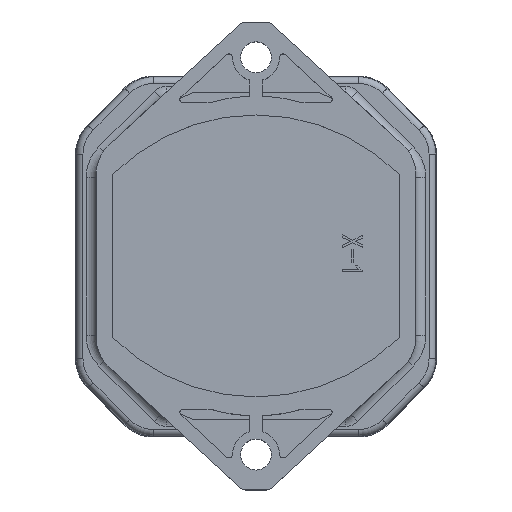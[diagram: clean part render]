
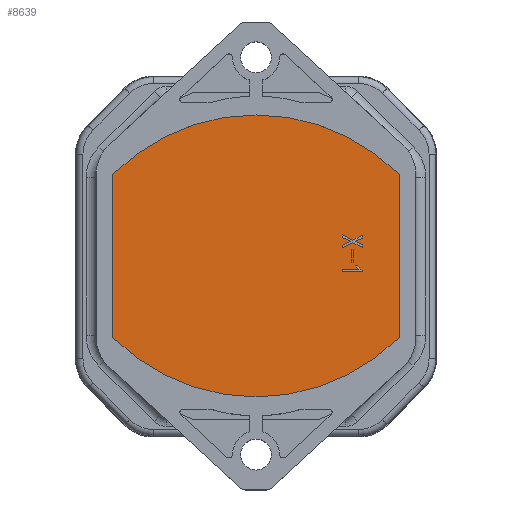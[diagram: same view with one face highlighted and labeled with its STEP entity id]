
A CAD part, top view. The second image highlights one B-rep face of the part: STEP entity #8639.
In plain terms, the highlighted planar face has unit normal (0, 0, 1).
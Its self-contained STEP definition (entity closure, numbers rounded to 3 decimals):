
#5571=DIRECTION('',(0.,-1.,0.));
#5572=VECTOR('',#5571,24.232);
#5573=CARTESIAN_POINT('',(-87.718,18.691,22.275));
#5574=LINE('',#5573,#5572);
#5575=CARTESIAN_POINT('',(-66.468,-2.485,22.275));
#5576=DIRECTION('',(0.,0.,1.));
#5577=DIRECTION('',(0.,1.,0.));
#5578=AXIS2_PLACEMENT_3D('',#5575,#5576,#5577);
#5580=CARTESIAN_POINT('',(-66.468,-2.485,22.275));
#5581=DIRECTION('',(0.,0.,1.));
#5582=DIRECTION('',(0.708,0.706,0.));
#5583=AXIS2_PLACEMENT_3D('',#5580,#5581,#5582);
#5585=DIRECTION('',(0.,1.,0.));
#5586=VECTOR('',#5585,24.232);
#5587=CARTESIAN_POINT('',(-45.218,-5.541,22.275));
#5588=LINE('',#5587,#5586);
#5589=CARTESIAN_POINT('',(-66.468,15.635,22.275));
#5590=DIRECTION('',(0.,0.,1.));
#5591=DIRECTION('',(0.,-1.,0.));
#5592=AXIS2_PLACEMENT_3D('',#5589,#5590,#5591);
#5594=CARTESIAN_POINT('',(-66.468,15.635,22.275));
#5595=DIRECTION('',(0.,0.,1.));
#5596=DIRECTION('',(-0.708,-0.706,0.));
#5597=AXIS2_PLACEMENT_3D('',#5594,#5595,#5596);
#7109=CARTESIAN_POINT('',(-87.718,18.691,22.275));
#7110=CARTESIAN_POINT('',(-87.718,-5.541,22.275));
#7111=VERTEX_POINT('',#7109);
#7112=VERTEX_POINT('',#7110);
#7170=CARTESIAN_POINT('',(-66.468,-14.365,22.275));
#7172=VERTEX_POINT('',#7170);
#7278=CARTESIAN_POINT('',(-45.218,-5.541,22.275));
#7280=VERTEX_POINT('',#7278);
#7305=CARTESIAN_POINT('',(-45.218,18.691,22.275));
#7306=CARTESIAN_POINT('',(-66.468,27.515,22.275));
#7307=VERTEX_POINT('',#7305);
#7308=VERTEX_POINT('',#7306);
#8621=CARTESIAN_POINT('',(-66.468,15.635,22.275));
#8622=DIRECTION('',(0.,0.,-1.));
#8623=DIRECTION('',(0.,1.,0.));
#8624=AXIS2_PLACEMENT_3D('',#8621,#8622,#8623);
#8625=PLANE('',#8624);
#8627=ORIENTED_EDGE('',*,*,#8626,.F.);
#8629=ORIENTED_EDGE('',*,*,#8628,.F.);
#8631=ORIENTED_EDGE('',*,*,#8630,.F.);
#8632=ORIENTED_EDGE('',*,*,#8611,.F.);
#8634=ORIENTED_EDGE('',*,*,#8633,.F.);
#8636=ORIENTED_EDGE('',*,*,#8635,.F.);
#8637=EDGE_LOOP('',(#8627,#8629,#8631,#8632,#8634,#8636));
#8638=FACE_OUTER_BOUND('',#8637,.F.);
#8639=ADVANCED_FACE('',(#8638),#8625,.F.);
#5579=CIRCLE('',#5578,30.);
#5584=CIRCLE('',#5583,30.);
#5593=CIRCLE('',#5592,30.);
#5598=CIRCLE('',#5597,30.);
#8611=EDGE_CURVE('',#7280,#7307,#5588,.T.);
#8626=EDGE_CURVE('',#7111,#7112,#5574,.T.);
#8628=EDGE_CURVE('',#7308,#7111,#5579,.T.);
#8630=EDGE_CURVE('',#7307,#7308,#5584,.T.);
#8633=EDGE_CURVE('',#7172,#7280,#5593,.T.);
#8635=EDGE_CURVE('',#7112,#7172,#5598,.T.);
